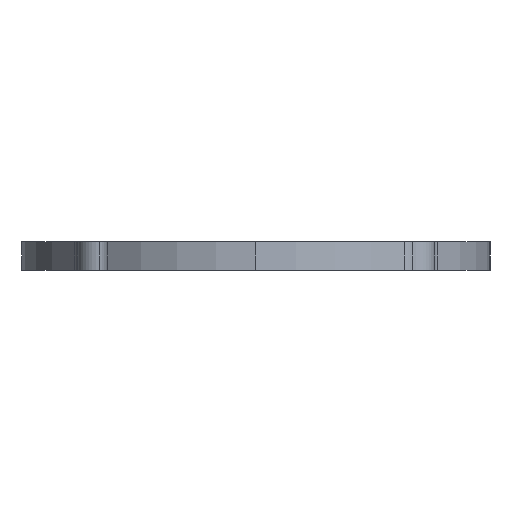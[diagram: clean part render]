
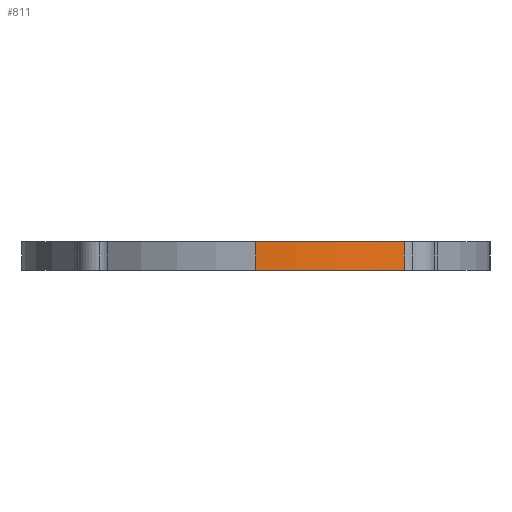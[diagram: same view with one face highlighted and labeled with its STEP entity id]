
A CAD part, left-side view. The second image highlights one B-rep face of the part: STEP entity #811.
In plain terms, the highlighted cylindrical face has radius 53 mm (diameter 106 mm), a partial arc.
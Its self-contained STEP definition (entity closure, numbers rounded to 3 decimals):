
#51 = DIRECTION ( 'NONE',  ( 0., 0., 1. ) ) ;
#69 = CARTESIAN_POINT ( 'NONE',  ( -241.032, -33.546, 6.35 ) ) ;
#394 = VERTEX_POINT ( 'NONE', #1273 ) ;
#594 = VECTOR ( 'NONE', #4629, 1000. ) ;
#811 = ADVANCED_FACE ( 'NONE', ( #1449 ), #3853, .T. ) ;
#815 = LINE ( 'NONE', #4428, #594 ) ;
#917 = DIRECTION ( 'NONE',  ( -1., 0., 0. ) ) ;
#1179 = DIRECTION ( 'NONE',  ( -1., 0., 0. ) ) ;
#1196 = DIRECTION ( 'NONE',  ( 0., 0., 1. ) ) ;
#1204 = DIRECTION ( 'NONE',  ( 0., 0., -1. ) ) ;
#1219 = CARTESIAN_POINT ( 'NONE',  ( -200., 0., 0. ) ) ;
#1273 = CARTESIAN_POINT ( 'NONE',  ( -241.032, -33.546, 0. ) ) ;
#1356 = CIRCLE ( 'NONE', #3611, 53. ) ;
#1449 = FACE_OUTER_BOUND ( 'NONE', #3815, .T. ) ;
#1517 = CARTESIAN_POINT ( 'NONE',  ( -200., 0., 6.35 ) ) ;
#1548 = AXIS2_PLACEMENT_3D ( 'NONE', #2971, #2941, #3046 ) ;
#1635 = EDGE_CURVE ( 'NONE', #1789, #1794, #1356, .T. ) ;
#1722 = EDGE_CURVE ( 'NONE', #1794, #1765, #815, .T. ) ;
#1765 = VERTEX_POINT ( 'NONE', #4130 ) ;
#1789 = VERTEX_POINT ( 'NONE', #3938 ) ;
#1794 = VERTEX_POINT ( 'NONE', #3837 ) ;
#2032 = EDGE_CURVE ( 'NONE', #1765, #394, #3675, .T. ) ;
#2183 = EDGE_CURVE ( 'NONE', #394, #1789, #3123, .T. ) ;
#2941 = DIRECTION ( 'NONE',  ( 0., 0., -1. ) ) ;
#2971 = CARTESIAN_POINT ( 'NONE',  ( -200., 0., 6.35 ) ) ;
#3046 = DIRECTION ( 'NONE',  ( -1., 0., 0. ) ) ;
#3073 = VECTOR ( 'NONE', #51, 1000. ) ;
#3123 = LINE ( 'NONE', #69, #3073 ) ;
#3173 = ORIENTED_EDGE ( 'NONE', *, *, #1635, .T. ) ;
#3180 = ORIENTED_EDGE ( 'NONE', *, *, #1722, .T. ) ;
#3190 = ORIENTED_EDGE ( 'NONE', *, *, #2032, .T. ) ;
#3234 = ORIENTED_EDGE ( 'NONE', *, *, #2183, .T. ) ;
#3611 = AXIS2_PLACEMENT_3D ( 'NONE', #1517, #1204, #917 ) ;
#3675 = CIRCLE ( 'NONE', #3746, 53. ) ;
#3746 = AXIS2_PLACEMENT_3D ( 'NONE', #1219, #1196, #1179 ) ;
#3815 = EDGE_LOOP ( 'NONE', ( #3173, #3180, #3190, #3234 ) ) ;
#3837 = CARTESIAN_POINT ( 'NONE',  ( -253., 0., 6.35 ) ) ;
#3853 = CYLINDRICAL_SURFACE ( 'NONE', #1548, 53. ) ;
#3938 = CARTESIAN_POINT ( 'NONE',  ( -241.032, -33.546, 6.35 ) ) ;
#4130 = CARTESIAN_POINT ( 'NONE',  ( -253., 0., 0. ) ) ;
#4428 = CARTESIAN_POINT ( 'NONE',  ( -253., 0., 6.35 ) ) ;
#4629 = DIRECTION ( 'NONE',  ( 0., 0., -1. ) ) ;
